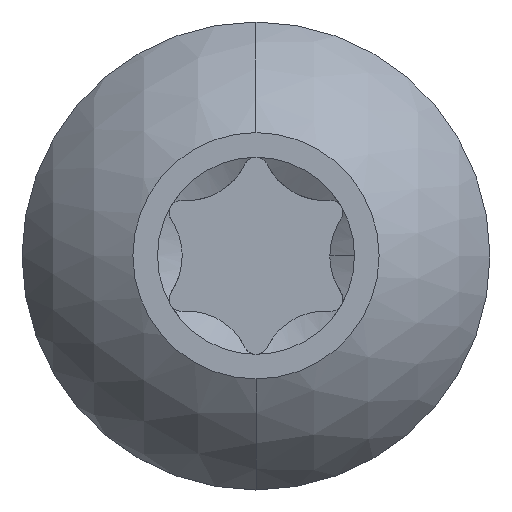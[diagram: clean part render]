
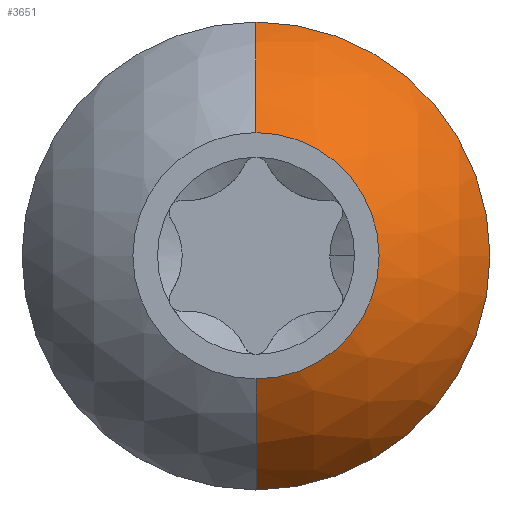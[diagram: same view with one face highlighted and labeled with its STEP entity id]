
A CAD part, top view. The second image highlights one B-rep face of the part: STEP entity #3651.
In plain terms, the highlighted spherical face has radius 2.115 mm.
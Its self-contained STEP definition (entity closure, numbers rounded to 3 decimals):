
#15 = EDGE_LOOP ( 'NONE', ( #4113, #3381, #2642, #167, #3573 ) ) ;
#74 = CIRCLE ( 'NONE', #1462, 1.9 ) ;
#167 = ORIENTED_EDGE ( 'NONE', *, *, #896, .F. ) ;
#213 = CIRCLE ( 'NONE', #1561, 2.115 ) ;
#217 = DIRECTION ( 'NONE',  ( 0., -1., 0. ) ) ;
#622 = VERTEX_POINT ( 'NONE', #3999 ) ;
#671 = EDGE_CURVE ( 'NONE', #1427, #3821, #213, .T. ) ;
#736 = DIRECTION ( 'NONE',  ( 0., 0., 1. ) ) ;
#783 = DIRECTION ( 'NONE',  ( 0., -1., 0. ) ) ;
#896 = EDGE_CURVE ( 'NONE', #3821, #4118, #2187, .T. ) ;
#1034 = CARTESIAN_POINT ( 'NONE',  ( 0., 0., 0. ) ) ;
#1055 = CARTESIAN_POINT ( 'NONE',  ( 0., 1.9, -0.935 ) ) ;
#1223 = AXIS2_PLACEMENT_3D ( 'NONE', #3325, #2722, #783 ) ;
#1327 = EDGE_CURVE ( 'NONE', #2936, #4118, #3504, .T. ) ;
#1366 = DIRECTION ( 'NONE',  ( 1., 0., 0. ) ) ;
#1381 = AXIS2_PLACEMENT_3D ( 'NONE', #3793, #1890, #4097 ) ;
#1427 = VERTEX_POINT ( 'NONE', #4134 ) ;
#1462 = AXIS2_PLACEMENT_3D ( 'NONE', #3753, #1851, #4058 ) ;
#1556 = EDGE_CURVE ( 'NONE', #1427, #622, #3182, .T. ) ;
#1561 = AXIS2_PLACEMENT_3D ( 'NONE', #4045, #2163, #217 ) ;
#1674 = FACE_OUTER_BOUND ( 'NONE', #15, .T. ) ;
#1851 = DIRECTION ( 'NONE',  ( 0., 0., 1. ) ) ;
#1890 = DIRECTION ( 'NONE',  ( 1., 0., 0. ) ) ;
#2111 = CARTESIAN_POINT ( 'NONE',  ( 0., -1., 0. ) ) ;
#2163 = DIRECTION ( 'NONE',  ( -1., 0., 0. ) ) ;
#2187 = CIRCLE ( 'NONE', #4103, 1. ) ;
#2417 = EDGE_CURVE ( 'NONE', #622, #2936, #74, .T. ) ;
#2547 = SPHERICAL_SURFACE ( 'NONE', #1223, 2.115 ) ;
#2642 = ORIENTED_EDGE ( 'NONE', *, *, #1327, .T. ) ;
#2676 = CARTESIAN_POINT ( 'NONE',  ( 0., 0., -0.935 ) ) ;
#2722 = DIRECTION ( 'NONE',  ( 1., 0., 0. ) ) ;
#2936 = VERTEX_POINT ( 'NONE', #1055 ) ;
#2987 = DIRECTION ( 'NONE',  ( 1., 0., 0. ) ) ;
#3182 = CIRCLE ( 'NONE', #3940, 1.9 ) ;
#3283 = DIRECTION ( 'NONE',  ( 0., 0., 1. ) ) ;
#3325 = CARTESIAN_POINT ( 'NONE',  ( 0., 0., -1.863 ) ) ;
#3358 = CARTESIAN_POINT ( 'NONE',  ( 0., 1., 0. ) ) ;
#3381 = ORIENTED_EDGE ( 'NONE', *, *, #2417, .T. ) ;
#3504 = CIRCLE ( 'NONE', #1381, 2.115 ) ;
#3573 = ORIENTED_EDGE ( 'NONE', *, *, #671, .F. ) ;
#3651 = ADVANCED_FACE ( 'NONE', ( #1674 ), #2547, .T. ) ;
#3753 = CARTESIAN_POINT ( 'NONE',  ( 0., 0., -0.935 ) ) ;
#3793 = CARTESIAN_POINT ( 'NONE',  ( 0., 0., -1.863 ) ) ;
#3821 = VERTEX_POINT ( 'NONE', #2111 ) ;
#3940 = AXIS2_PLACEMENT_3D ( 'NONE', #2676, #736, #2987 ) ;
#3999 = CARTESIAN_POINT ( 'NONE',  ( 1.9, 0., -0.935 ) ) ;
#4045 = CARTESIAN_POINT ( 'NONE',  ( 0., 0., -1.863 ) ) ;
#4058 = DIRECTION ( 'NONE',  ( 1., 0., 0. ) ) ;
#4097 = DIRECTION ( 'NONE',  ( 0., 1., 0. ) ) ;
#4103 = AXIS2_PLACEMENT_3D ( 'NONE', #1034, #3283, #1366 ) ;
#4113 = ORIENTED_EDGE ( 'NONE', *, *, #1556, .T. ) ;
#4118 = VERTEX_POINT ( 'NONE', #3358 ) ;
#4134 = CARTESIAN_POINT ( 'NONE',  ( 0., -1.9, -0.935 ) ) ;
